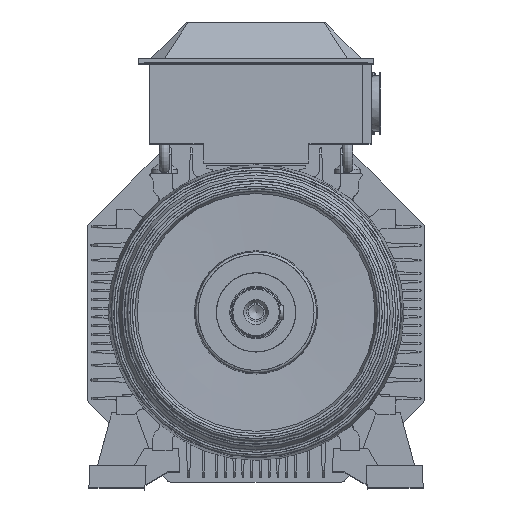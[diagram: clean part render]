
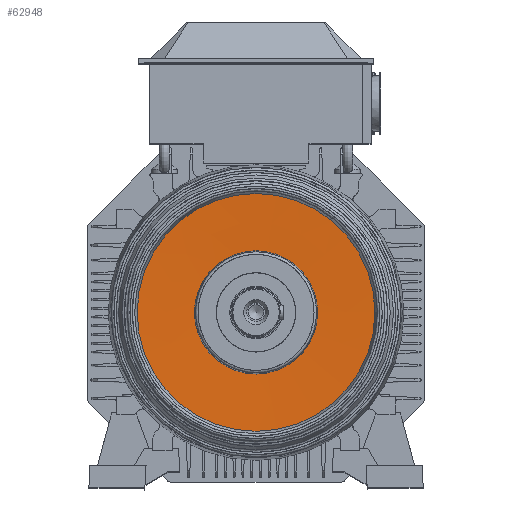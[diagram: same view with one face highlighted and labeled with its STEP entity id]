
A CAD part, top view. The second image highlights one B-rep face of the part: STEP entity #62948.
In plain terms, the highlighted conical face has half-angle 88.337 degrees and reference radius 129.29 mm.
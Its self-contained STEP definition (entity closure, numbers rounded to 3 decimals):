
#62921=CARTESIAN_POINT('',(0.038,0.027,71.211));
#62922=DIRECTION('',(0.,0.,1.));
#62923=DIRECTION('',(0.829,-0.559,0.));
#62924=AXIS2_PLACEMENT_3D('',#62921,#62922,#62923);
#62925=CONICAL_SURFACE('',#62924,129.29,88.337);
#62926=CARTESIAN_POINT('',(135.874,0.027,71.401));
#62927=VERTEX_POINT('',#62926);
#62928=CARTESIAN_POINT('',(0.038,0.027,71.401));
#62929=DIRECTION('',(0.,0.,1.));
#62930=DIRECTION('',(0.829,-0.559,0.));
#62931=AXIS2_PLACEMENT_3D('',#62928,#62929,#62930);
#62932=CIRCLE('',#62931,135.836);
#62933=EDGE_CURVE('',#62927,#62927,#62932,.F.);
#62934=ORIENTED_EDGE('',*,*,#62933,.T.);
#62935=EDGE_LOOP('',(#62934));
#62936=FACE_OUTER_BOUND('',#62935,.T.);
#62937=CARTESIAN_POINT('',(70.417,0.026,69.501));
#62938=VERTEX_POINT('',#62937);
#62939=CARTESIAN_POINT('',(0.038,0.026,69.501));
#62940=DIRECTION('',(0.,0.,1.));
#62941=DIRECTION('',(0.829,-0.559,0.));
#62942=AXIS2_PLACEMENT_3D('',#62939,#62940,#62941);
#62943=CIRCLE('',#62942,70.379);
#62944=EDGE_CURVE('',#62938,#62938,#62943,.T.);
#62945=ORIENTED_EDGE('',*,*,#62944,.T.);
#62946=EDGE_LOOP('',(#62945));
#62947=FACE_BOUND('',#62946,.T.);
#62948=ADVANCED_FACE('',(#62936,#62947),#62925,.T.);
